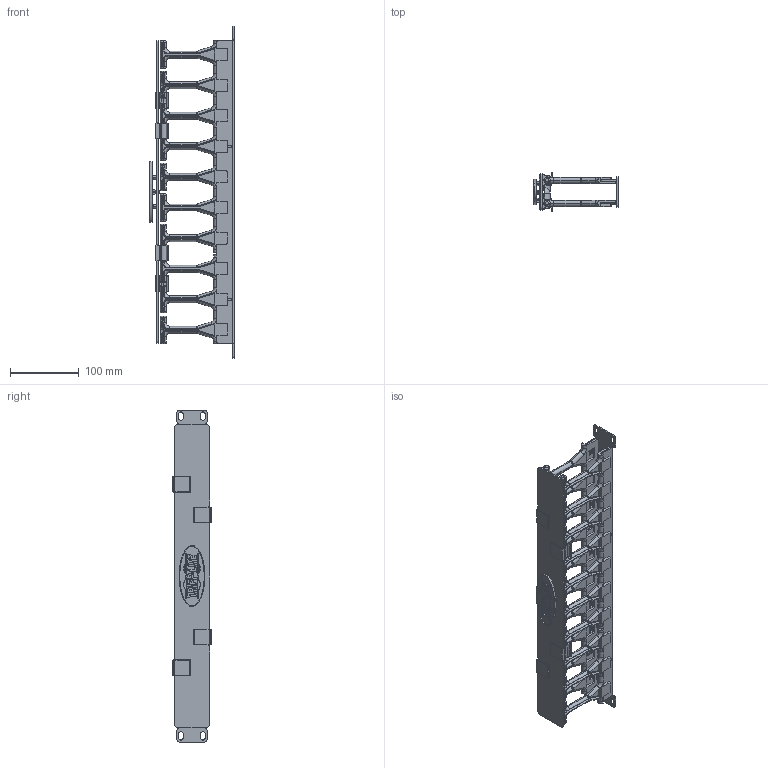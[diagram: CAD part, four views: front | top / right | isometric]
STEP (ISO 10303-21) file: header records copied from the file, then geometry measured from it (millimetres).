
FILE_DESCRIPTION (( 'STEP AP214' ), '1' );
FILE_NAME ('Tripp Lite SRCABLEDUCT1UHD.STEP', '2018-03-02T20:43:17', ( '' ), ( '' ), 'SwSTEP 2.0', 'SolidWorks 2015', '' );
FILE_SCHEMA (( 'AUTOMOTIVE_DESIGN' ));
Length unit declared in the file: millimetre
Products named in the file (8): 202182_A_202204; HORIZONTAL cable door 20110421_1U; CABLEDUCT 1U door assy 20110420_1U; Tripp Lite SRCABLEDUCT1UHD; 202182_A; 202177_A_202186; MCAD-SRCABLEDUCT1-2UHD BRACKET_1U; 202183_B 09172010_9.50 ID
Assembly tree (12 placements, depth 3):
  Tripp Lite SRCABLEDUCT1UHD
    202182_A  x2
    CABLEDUCT 1U door assy 20110420_1U
      HORIZONTAL cable door 20110421_1U
      202183_B 09172010_9.50 ID  x4
      202177_A_202186
    MCAD-SRCABLEDUCT1-2UHD BRACKET_1U
    202182_A_202204  x2
Bounding box: 122.63 x 55.65 x 482.6 mm (x, y, z)
Volume: 359561.3 mm3; surface area: 310027 mm2
Topology: 11 solids, 11 shells, 4657 faces, 11266 edges, 6480 vertices
Faces by surface type: cylinder 1314, plane 1136, bspline 1058, torus 853, cone 232, sphere 64
Entity records: 93878 total; most frequent: CARTESIAN_POINT 38613, ORIENTED_EDGE 11960, DIRECTION 10332, EDGE_CURVE 5980, AXIS2_PLACEMENT_3D 3867, VERTEX_POINT 3537, LINE 2598, VECTOR 2598
